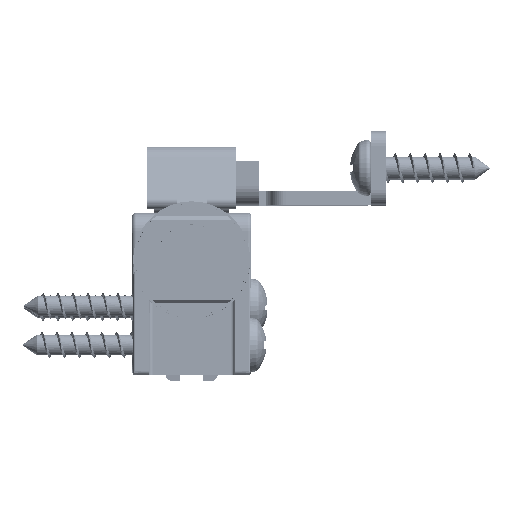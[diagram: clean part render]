
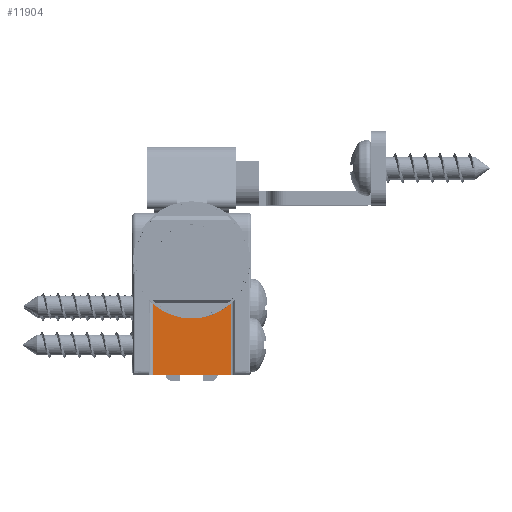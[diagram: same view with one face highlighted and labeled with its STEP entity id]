
A CAD part, top view. The second image highlights one B-rep face of the part: STEP entity #11904.
In plain terms, the highlighted planar face has unit normal (0, 0, 1).
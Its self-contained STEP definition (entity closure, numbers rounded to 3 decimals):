
#752=PLANE('',#12859);
#1038=FACE_OUTER_BOUND('',#1736,.T.);
#1736=EDGE_LOOP('',(#8248,#8249,#8250,#8251));
#2504=LINE('',#17782,#3454);
#2511=LINE('',#17803,#3461);
#2512=LINE('',#17805,#3462);
#3454=VECTOR('',#14282,10.);
#3461=VECTOR('',#14313,10.);
#3462=VECTOR('',#14316,10.);
#4299=CIRCLE('',#12785,7.85);
#4769=VERTEX_POINT('',#17432);
#4770=VERTEX_POINT('',#17443);
#4832=VERTEX_POINT('',#17779);
#4833=VERTEX_POINT('',#17781);
#6015=EDGE_CURVE('',#4769,#4770,#4299,.T.);
#6113=EDGE_CURVE('',#4833,#4832,#2504,.T.);
#6123=EDGE_CURVE('',#4832,#4770,#2511,.T.);
#6124=EDGE_CURVE('',#4833,#4769,#2512,.T.);
#8248=ORIENTED_EDGE('',*,*,#6015,.F.);
#8249=ORIENTED_EDGE('',*,*,#6124,.F.);
#8250=ORIENTED_EDGE('',*,*,#6113,.T.);
#8251=ORIENTED_EDGE('',*,*,#6123,.T.);
#11904=ADVANCED_FACE('',(#1038),#752,.T.);
#12785=AXIS2_PLACEMENT_3D('',#17444,#14103,#14104);
#12859=AXIS2_PLACEMENT_3D('',#17804,#14314,#14315);
#14103=DIRECTION('center_axis',(0.,0.,1.));
#14104=DIRECTION('ref_axis',(-1.,0.,0.));
#14282=DIRECTION('',(1.,0.,0.));
#14313=DIRECTION('',(0.,1.,0.));
#14314=DIRECTION('center_axis',(0.,0.,1.));
#14315=DIRECTION('ref_axis',(1.,0.,0.));
#14316=DIRECTION('',(0.,1.,0.));
#17432=CARTESIAN_POINT('',(-5.25,-5.836,154.5));
#17443=CARTESIAN_POINT('',(5.25,-5.836,154.5));
#17444=CARTESIAN_POINT('Origin',(0.,0.,154.5));
#17779=CARTESIAN_POINT('',(5.25,-15.4,154.5));
#17781=CARTESIAN_POINT('',(-5.25,-15.4,154.5));
#17782=CARTESIAN_POINT('',(-5.25,-15.4,154.5));
#17803=CARTESIAN_POINT('',(5.25,-15.4,154.5));
#17804=CARTESIAN_POINT('Origin',(5.25,-15.4,154.5));
#17805=CARTESIAN_POINT('',(-5.25,-15.4,154.5));
